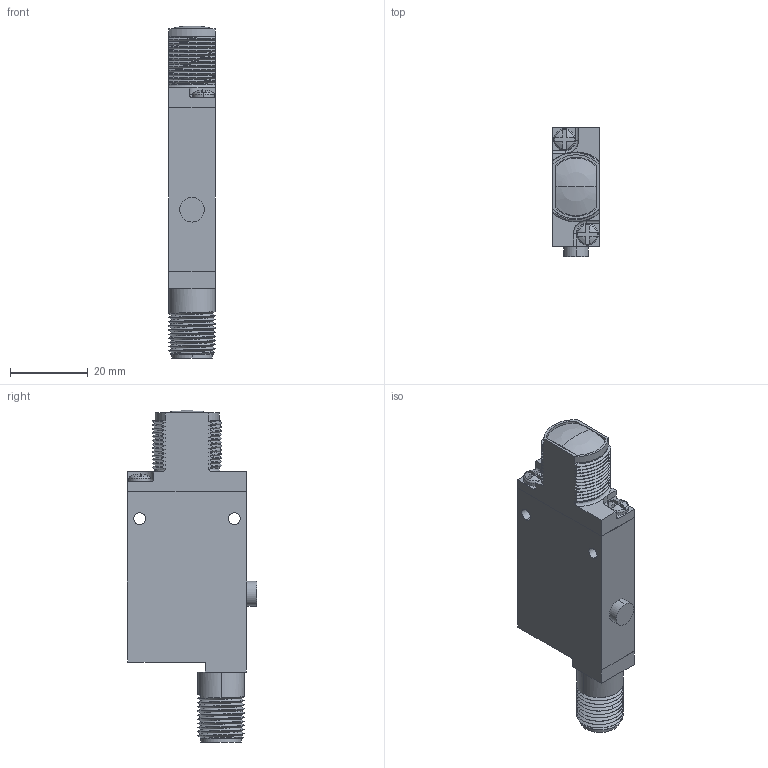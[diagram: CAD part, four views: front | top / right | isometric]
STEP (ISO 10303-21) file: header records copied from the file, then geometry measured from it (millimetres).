
FILE_DESCRIPTION((''),'2;1');
FILE_NAME('154466_SW','2011-01-10T',('banengservice'),('BANNER ENGINEERING'),'PRO/ENGINEER BY PARAMETRIC TECHNOLOGY CORPORATION, 2009141','PRO/ENGINEER BY PARAMETRIC TECHNOLOGY CORPORATION, 2009141','');
FILE_SCHEMA(('CONFIG_CONTROL_DESIGN'));
Length unit declared in the file: inch
Products named in the file (1): 154466_SW
Bounding box: 12.09 x 33.27 x 85.53 mm (x, y, z)
Volume: 8114.3 mm3; surface area: 14725.5 mm2
Topology: 1 solids, 3 shells, 525 faces, 1421 edges, 925 vertices
Faces by surface type: plane 206, cylinder 181, bspline 101, torus 14, cone 13, sphere 10
Entity records: 27684 total; most frequent: CARTESIAN_POINT 15033, ORIENTED_EDGE 2838, DIRECTION 2321, EDGE_CURVE 1419, VERTEX_POINT 925, AXIS2_PLACEMENT_3D 810, VECTOR 701, LINE 701
